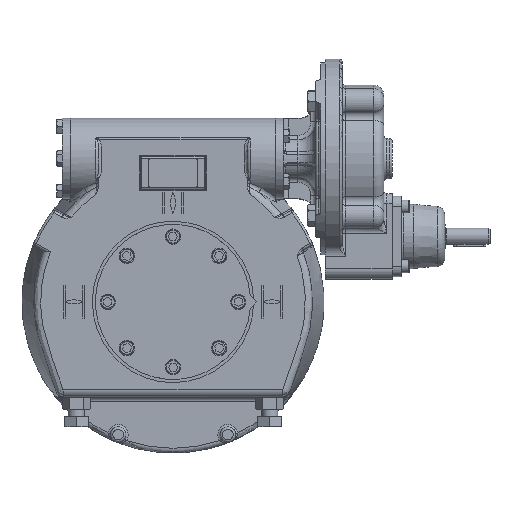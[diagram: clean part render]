
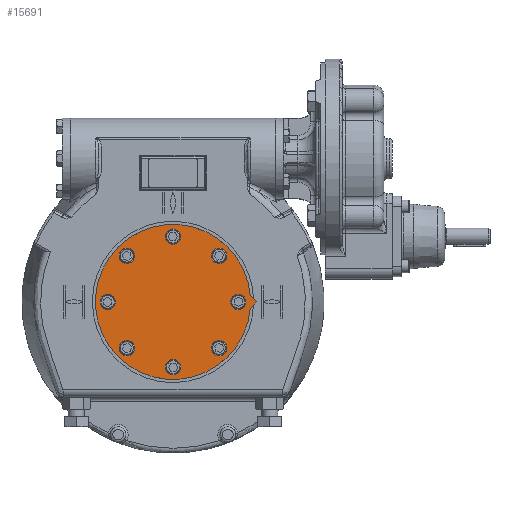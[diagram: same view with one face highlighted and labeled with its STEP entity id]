
A CAD part, top view. The second image highlights one B-rep face of the part: STEP entity #15691.
In plain terms, the highlighted planar face has unit normal (0, 0, 1).
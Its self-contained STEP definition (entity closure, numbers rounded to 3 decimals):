
#1815=CIRCLE('',#20120,96.25);
#1824=CIRCLE('',#20133,6.5);
#1825=CIRCLE('',#20134,6.5);
#1826=CIRCLE('',#20135,6.5);
#1827=CIRCLE('',#20136,6.5);
#1828=CIRCLE('',#20137,6.5);
#1829=CIRCLE('',#20138,6.5);
#1830=CIRCLE('',#20139,6.5);
#1831=CIRCLE('',#20140,6.5);
#5276=ORIENTED_EDGE('',*,*,#8268,.F.);
#5277=ORIENTED_EDGE('',*,*,#8269,.F.);
#5278=ORIENTED_EDGE('',*,*,#8270,.F.);
#5279=ORIENTED_EDGE('',*,*,#8271,.F.);
#5280=ORIENTED_EDGE('',*,*,#8272,.F.);
#5281=ORIENTED_EDGE('',*,*,#8273,.F.);
#5282=ORIENTED_EDGE('',*,*,#8274,.F.);
#5283=ORIENTED_EDGE('',*,*,#8275,.F.);
#5284=ORIENTED_EDGE('',*,*,#8253,.T.);
#5285=ORIENTED_EDGE('',*,*,#8257,.T.);
#5286=ORIENTED_EDGE('',*,*,#8259,.T.);
#8253=EDGE_CURVE('',#10131,#10130,#1815,.T.);
#8257=EDGE_CURVE('',#10130,#10133,#11167,.T.);
#8259=EDGE_CURVE('',#10133,#10131,#11169,.T.);
#8268=EDGE_CURVE('',#10142,#10142,#1824,.T.);
#8269=EDGE_CURVE('',#10143,#10143,#1825,.T.);
#8270=EDGE_CURVE('',#10144,#10144,#1826,.T.);
#8271=EDGE_CURVE('',#10145,#10145,#1827,.T.);
#8272=EDGE_CURVE('',#10146,#10146,#1828,.T.);
#8273=EDGE_CURVE('',#10147,#10147,#1829,.T.);
#8274=EDGE_CURVE('',#10148,#10148,#1830,.T.);
#8275=EDGE_CURVE('',#10149,#10149,#1831,.T.);
#10130=VERTEX_POINT('',#41734);
#10131=VERTEX_POINT('',#41736);
#10133=VERTEX_POINT('',#41742);
#10142=VERTEX_POINT('',#41766);
#10143=VERTEX_POINT('',#41768);
#10144=VERTEX_POINT('',#41770);
#10145=VERTEX_POINT('',#41772);
#10146=VERTEX_POINT('',#41774);
#10147=VERTEX_POINT('',#41776);
#10148=VERTEX_POINT('',#41778);
#10149=VERTEX_POINT('',#41780);
#11167=LINE('',#41743,#12019);
#11169=LINE('',#41746,#12021);
#12019=VECTOR('',#23568,1000.);
#12021=VECTOR('',#23572,1000.);
#13119=EDGE_LOOP('',(#5276));
#13120=EDGE_LOOP('',(#5277));
#13121=EDGE_LOOP('',(#5278));
#13122=EDGE_LOOP('',(#5279));
#13123=EDGE_LOOP('',(#5280));
#13124=EDGE_LOOP('',(#5281));
#13125=EDGE_LOOP('',(#5282));
#13126=EDGE_LOOP('',(#5283));
#13127=EDGE_LOOP('',(#5284,#5285,#5286));
#14304=FACE_BOUND('',#13119,.T.);
#14305=FACE_BOUND('',#13120,.T.);
#14306=FACE_BOUND('',#13121,.T.);
#14307=FACE_BOUND('',#13122,.T.);
#14308=FACE_BOUND('',#13123,.T.);
#14309=FACE_BOUND('',#13124,.T.);
#14310=FACE_BOUND('',#13125,.T.);
#14311=FACE_BOUND('',#13126,.T.);
#14312=FACE_BOUND('',#13127,.T.);
#14862=PLANE('',#20132);
#15691=ADVANCED_FACE('',(#14304,#14305,#14306,#14307,#14308,#14309,#14310,
#14311,#14312),#14862,.T.);
#20120=AXIS2_PLACEMENT_3D('',#41735,#23561,#23562);
#20132=AXIS2_PLACEMENT_3D('',#41764,#23591,#23592);
#20133=AXIS2_PLACEMENT_3D('',#41765,#23593,#23594);
#20134=AXIS2_PLACEMENT_3D('',#41767,#23595,#23596);
#20135=AXIS2_PLACEMENT_3D('',#41769,#23597,#23598);
#20136=AXIS2_PLACEMENT_3D('',#41771,#23599,#23600);
#20137=AXIS2_PLACEMENT_3D('',#41773,#23601,#23602);
#20138=AXIS2_PLACEMENT_3D('',#41775,#23603,#23604);
#20139=AXIS2_PLACEMENT_3D('',#41777,#23605,#23606);
#20140=AXIS2_PLACEMENT_3D('',#41779,#23607,#23608);
#23561=DIRECTION('',(0.,0.,1.));
#23562=DIRECTION('',(1.,0.,0.));
#23568=DIRECTION('',(0.707,0.707,0.));
#23572=DIRECTION('',(-0.707,0.707,0.));
#23591=DIRECTION('',(0.,0.,1.));
#23592=DIRECTION('',(1.,0.,0.));
#23593=DIRECTION('',(0.,0.,1.));
#23594=DIRECTION('',(0.707,0.707,0.));
#23595=DIRECTION('',(0.,0.,1.));
#23596=DIRECTION('',(0.,1.,0.));
#23597=DIRECTION('',(0.,0.,1.));
#23598=DIRECTION('',(-0.707,0.707,0.));
#23599=DIRECTION('',(0.,0.,1.));
#23600=DIRECTION('',(-1.,0.,0.));
#23601=DIRECTION('',(0.,0.,1.));
#23602=DIRECTION('',(-0.707,-0.707,0.));
#23603=DIRECTION('',(0.,0.,1.));
#23604=DIRECTION('',(0.,-1.,0.));
#23605=DIRECTION('',(0.,0.,1.));
#23606=DIRECTION('',(0.707,-0.707,0.));
#23607=DIRECTION('',(0.,0.,1.));
#23608=DIRECTION('',(1.,0.,0.));
#41734=CARTESIAN_POINT('',(95.932,-7.818,54.15));
#41735=CARTESIAN_POINT('',(0.,0.,54.15));
#41736=CARTESIAN_POINT('',(95.932,7.818,54.15));
#41742=CARTESIAN_POINT('',(103.75,0.,54.15));
#41743=CARTESIAN_POINT('',(95.932,-7.818,54.15));
#41746=CARTESIAN_POINT('',(103.75,0.,54.15));
#41764=CARTESIAN_POINT('',(0.,0.,54.15));
#41765=CARTESIAN_POINT('',(-57.276,57.276,54.15));
#41766=CARTESIAN_POINT('',(-52.679,61.872,54.15));
#41767=CARTESIAN_POINT('',(-81.,0.,54.15));
#41768=CARTESIAN_POINT('',(-81.,6.5,54.15));
#41769=CARTESIAN_POINT('',(-57.276,-57.276,54.15));
#41770=CARTESIAN_POINT('',(-61.872,-52.679,54.15));
#41771=CARTESIAN_POINT('',(0.,-81.,54.15));
#41772=CARTESIAN_POINT('',(-6.5,-81.,54.15));
#41773=CARTESIAN_POINT('',(57.276,-57.276,54.15));
#41774=CARTESIAN_POINT('',(52.679,-61.872,54.15));
#41775=CARTESIAN_POINT('',(81.,0.,54.15));
#41776=CARTESIAN_POINT('',(81.,-6.5,54.15));
#41777=CARTESIAN_POINT('',(57.276,57.276,54.15));
#41778=CARTESIAN_POINT('',(61.872,52.679,54.15));
#41779=CARTESIAN_POINT('',(0.,81.,54.15));
#41780=CARTESIAN_POINT('',(6.5,81.,54.15));
